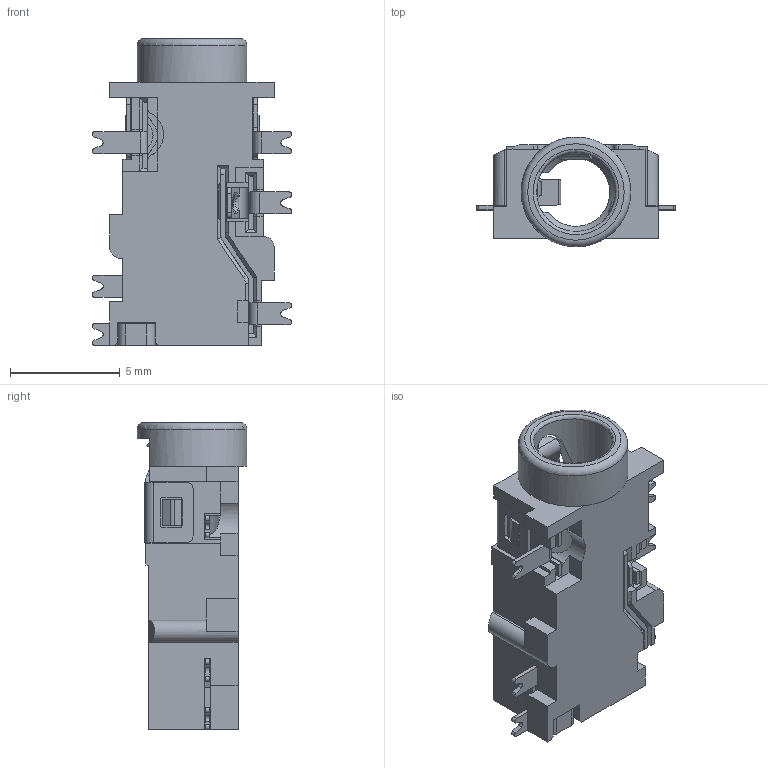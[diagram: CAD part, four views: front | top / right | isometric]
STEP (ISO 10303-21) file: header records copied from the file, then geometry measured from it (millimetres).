
FILE_DESCRIPTION(/* description */ (''),/* implementation_level */ '2;1');
FILE_NAME(/* name */ 'SJ-43504-SMT-TR v0.step',/* time_stamp */ '2023-12-10T10:38:00-08:00',/* author */ (''),/* organization */ (''),/* preprocessor_version */ 'ST-DEVELOPER v20',/* originating_system */ 'Autodesk Translation Framework v12.14.0.127',/* authorisation */ '');
FILE_SCHEMA (('AUTOMOTIVE_DESIGN { 1 0 10303 214 3 1 1 }'));
Length unit declared in the file: millimetre
Products named in the file (1): SJ-43504-SMT-TR
Bounding box: 9.11 x 5 x 14 mm (x, y, z)
Volume: 190.9 mm3; surface area: 778.7 mm2
Topology: 1 solids, 1 shells, 598 faces, 1706 edges, 1100 vertices
Faces by surface type: plane 400, cylinder 163, bspline 24, torus 6, cone 5
Full cylindrical faces by diameter (mm): 3.6 x1, 5 x1
Entity records: 21175 total; most frequent: CARTESIAN_POINT 5218, ORIENTED_EDGE 3412, DIRECTION 3149, EDGE_CURVE 1706, LINE 1283, VECTOR 1283, VERTEX_POINT 1100, AXIS2_PLACEMENT_3D 933
